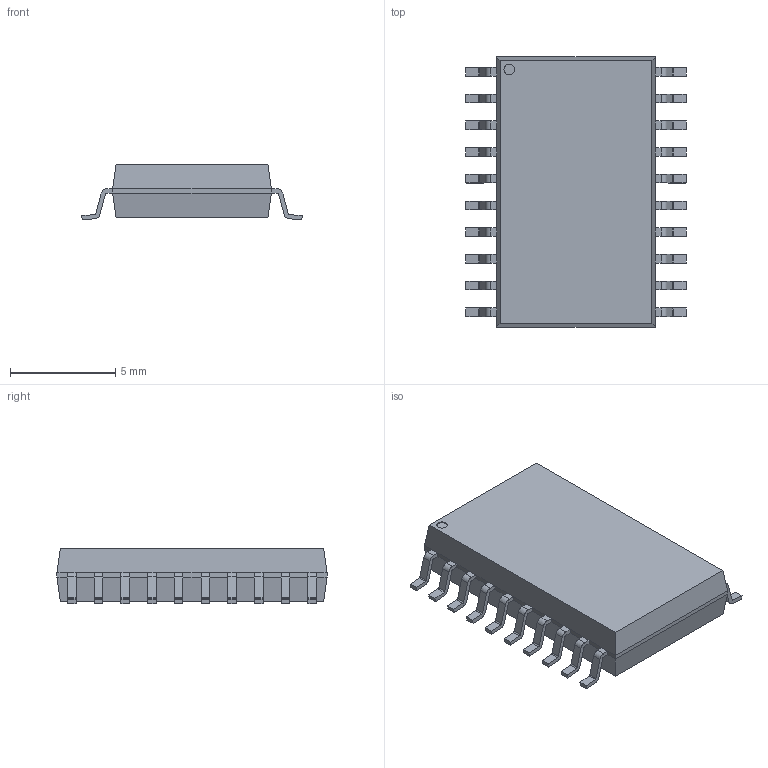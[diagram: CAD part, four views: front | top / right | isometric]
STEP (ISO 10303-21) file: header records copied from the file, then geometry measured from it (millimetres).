
FILE_DESCRIPTION (( 'STEP AP214' ), '1' );
FILE_NAME ('User Library-SOIC for 3DCC.STEP', '2019-04-04T11:38:15', ( '' ), ( '' ), 'SwSTEP 2.0', 'SolidWorks 2019', '' );
FILE_SCHEMA (( 'AUTOMOTIVE_DESIGN' ));
Length unit declared in the file: millimetre
Products named in the file (1): User Library-SOIC for 3DCC
Bounding box: 10.48 x 12.85 x 2.65 mm (x, y, z)
Volume: 243.4 mm3; surface area: 341 mm2
Topology: 1 solids, 1 shells, 297 faces, 794 edges, 500 vertices
Faces by surface type: plane 215, cylinder 82
Entity records: 9549 total; most frequent: CARTESIAN_POINT 1592, ORIENTED_EDGE 1588, DIRECTION 1554, EDGE_CURVE 794, VECTOR 630, LINE 630, VERTEX_POINT 500, AXIS2_PLACEMENT_3D 462
